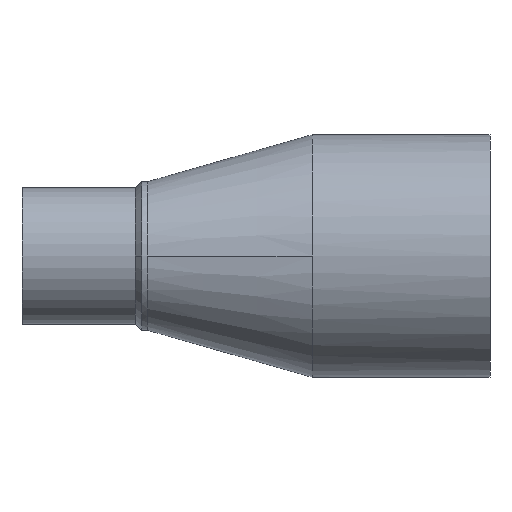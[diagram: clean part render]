
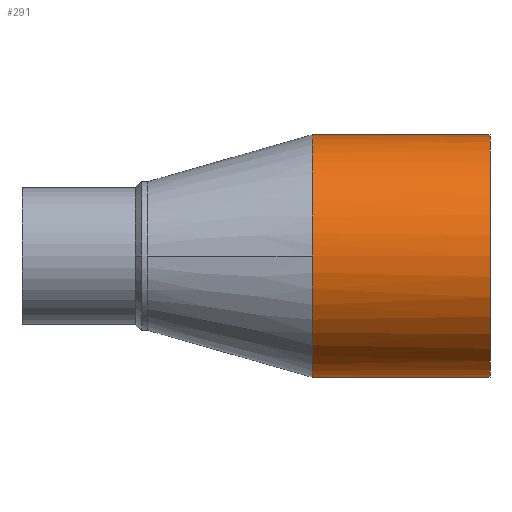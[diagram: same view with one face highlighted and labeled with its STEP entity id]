
A CAD part, front view. The second image highlights one B-rep face of the part: STEP entity #291.
In plain terms, the highlighted cylindrical face has radius 80 mm (diameter 160 mm), a partial arc.
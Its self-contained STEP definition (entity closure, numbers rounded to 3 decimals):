
#147 = EDGE_CURVE( '', #211, #295, #378, .T. );
#153 = EDGE_CURVE( '', #227, #211, #385, .T. );
#171 = EDGE_CURVE( '', #187, #227, #405, .T. );
#179 = EDGE_CURVE( '', #339, #187, #414, .T. );
#187 = VERTEX_POINT( '', #422 );
#211 = VERTEX_POINT( '', #447 );
#227 = VERTEX_POINT( '', #464 );
#273 = EDGE_CURVE( '', #295, #339, #513, .T. );
#291 = ADVANCED_FACE( '', ( #532 ), #533, .T. );
#295 = VERTEX_POINT( '', #537 );
#339 = VERTEX_POINT( '', #588 );
#378 = CIRCLE( '', #902, 80. );
#385 = LINE( '', #1173, #1174 );
#405 = B_SPLINE_CURVE_WITH_KNOTS( '', 3, ( #1229, #1230, #1231, #1232, #1233, #1234, #1235, #1236, #1237, #1238, #1239 ), .UNSPECIFIED., .F., .F., ( 4, 1, 1, 1, 1, 1, 1, 1, 4 ), ( 3.142, 3.338, 3.534, 3.731, 3.927, 4.123, 4.32, 4.516, 4.712 ), .UNSPECIFIED. );
#414 = B_SPLINE_CURVE_WITH_KNOTS( '', 3, ( #1251, #1252, #1253, #1254, #1255, #1256, #1257, #1258, #1259, #1260, #1261 ), .UNSPECIFIED., .F., .F., ( 4, 1, 1, 1, 1, 1, 1, 1, 4 ), ( 1.571, 1.767, 1.963, 2.16, 2.356, 2.553, 2.749, 2.945, 3.142 ), .UNSPECIFIED. );
#422 = CARTESIAN_POINT( '', ( 191.5, -80., 0. ) );
#447 = CARTESIAN_POINT( '', ( 309., 0., -80. ) );
#464 = CARTESIAN_POINT( '', ( 191.5, 0., -80. ) );
#513 = LINE( '', #1774, #1775 );
#532 = FACE_OUTER_BOUND( '', #1797, .T. );
#533 = CYLINDRICAL_SURFACE( '', #1798, 80. );
#537 = CARTESIAN_POINT( '', ( 309., 0., 80. ) );
#588 = CARTESIAN_POINT( '', ( 191.5, 0., 80. ) );
#902 = AXIS2_PLACEMENT_3D( '', #2201, #2202, #2203 );
#1173 = CARTESIAN_POINT( '', ( 191.5, 0., -80. ) );
#1174 = VECTOR( '', #2213, 1. );
#1229 = CARTESIAN_POINT( '', ( 191.5, -80., 0. ) );
#1230 = CARTESIAN_POINT( '', ( 191.5, -80., -5.236 ) );
#1231 = CARTESIAN_POINT( '', ( 191.5, -78.969, -15.708 ) );
#1232 = CARTESIAN_POINT( '', ( 191.5, -74.387, -30.812 ) );
#1233 = CARTESIAN_POINT( '', ( 191.5, -66.946, -44.732 ) );
#1234 = CARTESIAN_POINT( '', ( 191.5, -56.933, -56.933 ) );
#1235 = CARTESIAN_POINT( '', ( 191.5, -44.732, -66.946 ) );
#1236 = CARTESIAN_POINT( '', ( 191.5, -30.812, -74.387 ) );
#1237 = CARTESIAN_POINT( '', ( 191.5, -15.708, -78.969 ) );
#1238 = CARTESIAN_POINT( '', ( 191.5, -5.236, -80. ) );
#1239 = CARTESIAN_POINT( '', ( 191.5, 0., -80. ) );
#1251 = CARTESIAN_POINT( '', ( 191.5, 0., 80. ) );
#1252 = CARTESIAN_POINT( '', ( 191.5, -5.236, 80. ) );
#1253 = CARTESIAN_POINT( '', ( 191.5, -15.708, 78.969 ) );
#1254 = CARTESIAN_POINT( '', ( 191.5, -30.812, 74.387 ) );
#1255 = CARTESIAN_POINT( '', ( 191.5, -44.732, 66.946 ) );
#1256 = CARTESIAN_POINT( '', ( 191.5, -56.933, 56.933 ) );
#1257 = CARTESIAN_POINT( '', ( 191.5, -66.946, 44.732 ) );
#1258 = CARTESIAN_POINT( '', ( 191.5, -74.387, 30.812 ) );
#1259 = CARTESIAN_POINT( '', ( 191.5, -78.969, 15.708 ) );
#1260 = CARTESIAN_POINT( '', ( 191.5, -80., 5.236 ) );
#1261 = CARTESIAN_POINT( '', ( 191.5, -80., 0. ) );
#1774 = CARTESIAN_POINT( '', ( 191.5, 0., 80. ) );
#1775 = VECTOR( '', #2320, 1. );
#1797 = EDGE_LOOP( '', ( #2341, #2342, #2343, #2344, #2345 ) );
#1798 = AXIS2_PLACEMENT_3D( '', #2346, #2347, #2348 );
#2201 = CARTESIAN_POINT( '', ( 309., 0., 0. ) );
#2202 = DIRECTION( '', ( -1., 0., 0. ) );
#2203 = DIRECTION( '', ( 0., 0., -1. ) );
#2213 = DIRECTION( '', ( 1., 0., 0. ) );
#2320 = DIRECTION( '', ( -1., 0., 0. ) );
#2341 = ORIENTED_EDGE( '', *, *, #153, .T. );
#2342 = ORIENTED_EDGE( '', *, *, #147, .T. );
#2343 = ORIENTED_EDGE( '', *, *, #273, .T. );
#2344 = ORIENTED_EDGE( '', *, *, #179, .T. );
#2345 = ORIENTED_EDGE( '', *, *, #171, .T. );
#2346 = CARTESIAN_POINT( '', ( 191.5, 0., 0. ) );
#2347 = DIRECTION( '', ( -1., 0., 0. ) );
#2348 = DIRECTION( '', ( 0., 0., -1. ) );
